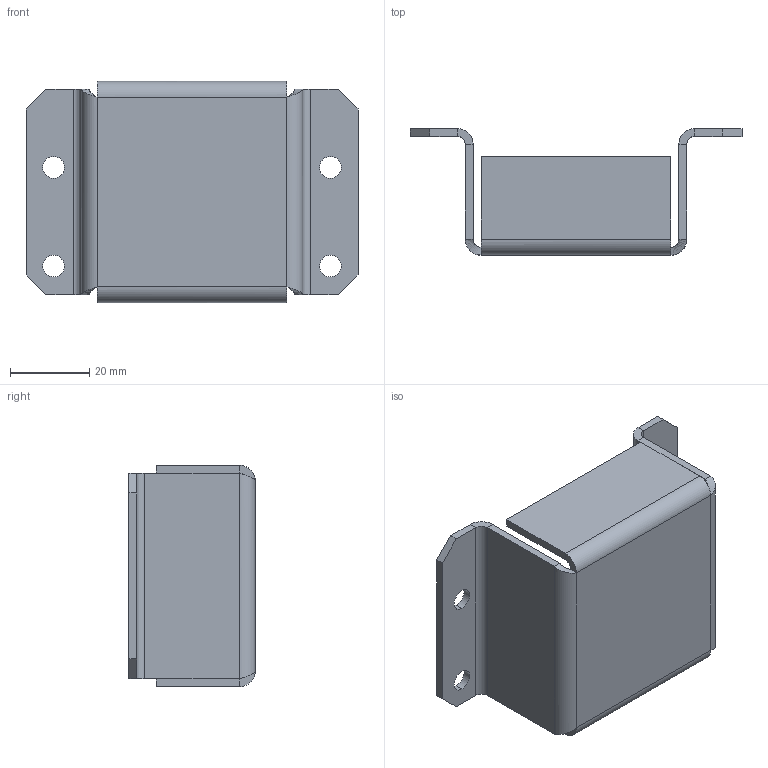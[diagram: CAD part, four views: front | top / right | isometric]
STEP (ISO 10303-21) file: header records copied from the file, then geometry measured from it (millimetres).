
FILE_DESCRIPTION (( 'STEP AP214' ), '1' );
FILE_NAME ('REM_PLI_100.STEP', '2021-05-17T08:10:09', ( '' ), ( '' ), 'SwSTEP 2.0', 'SolidWorks 2016', '' );
FILE_SCHEMA (( 'AUTOMOTIVE_DESIGN' ));
Length unit declared in the file: millimetre
Products named in the file (1): REM_PLI_100
Bounding box: 84 x 32 x 56 mm (x, y, z)
Volume: 18665.3 mm3; surface area: 19752.6 mm2
Topology: 1 solids, 1 shells, 66 faces, 144 edges, 80 vertices
Faces by surface type: plane 42, cylinder 20, bspline 4
Entity records: 1954 total; most frequent: CARTESIAN_POINT 527, ORIENTED_EDGE 288, DIRECTION 270, EDGE_CURVE 144, VECTOR 96, LINE 96, AXIS2_PLACEMENT_3D 87, VERTEX_POINT 80
